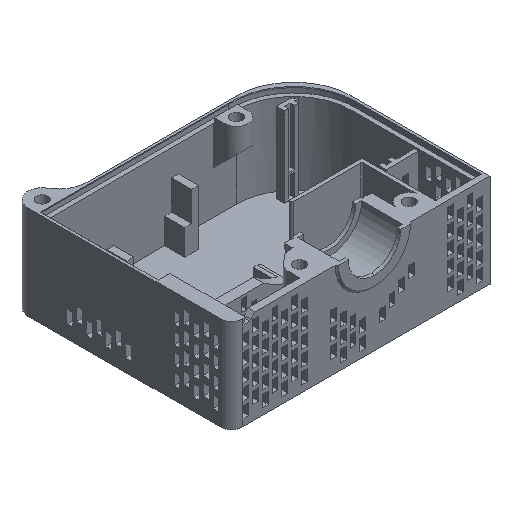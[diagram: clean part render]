
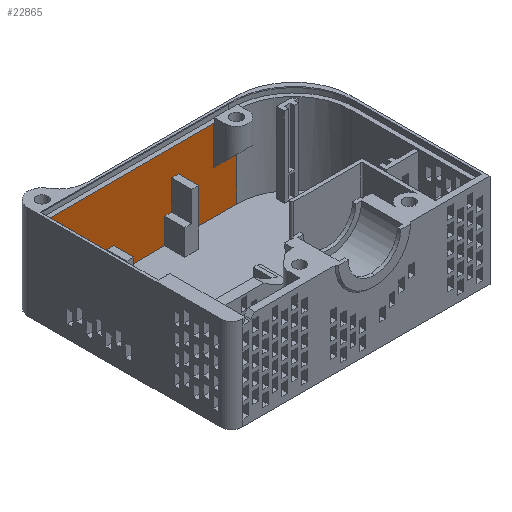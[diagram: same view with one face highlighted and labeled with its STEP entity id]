
A CAD part, isometric view. The second image highlights one B-rep face of the part: STEP entity #22865.
In plain terms, the highlighted planar face has unit normal (0, -1, 0).
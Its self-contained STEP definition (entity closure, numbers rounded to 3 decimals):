
#230 = LINE ( 'NONE', #9859, #28828 ) ;
#520 = EDGE_CURVE ( 'NONE', #9905, #3840, #26650, .T. ) ;
#659 = DIRECTION ( 'NONE',  ( -1., 0., 0. ) ) ;
#711 = EDGE_CURVE ( 'NONE', #15406, #9905, #13711, .T. ) ;
#1002 = ORIENTED_EDGE ( 'NONE', *, *, #22387, .F. ) ;
#1195 = DIRECTION ( 'NONE',  ( -1., 0., 0. ) ) ;
#1266 = EDGE_CURVE ( 'NONE', #6109, #29718, #10809, .T. ) ;
#1308 = CARTESIAN_POINT ( 'NONE',  ( 18.5, 66., -30.3 ) ) ;
#1315 = ORIENTED_EDGE ( 'NONE', *, *, #1266, .F. ) ;
#1617 = VERTEX_POINT ( 'NONE', #22599 ) ;
#1718 = CARTESIAN_POINT ( 'NONE',  ( -46.85, 66., 0. ) ) ;
#1758 = DIRECTION ( 'NONE',  ( 0., 0., -1. ) ) ;
#2394 = DIRECTION ( 'NONE',  ( 1., 0., 0. ) ) ;
#2404 = DIRECTION ( 'NONE',  ( 0., 0., -1. ) ) ;
#2557 = VECTOR ( 'NONE', #28356, 1000. ) ;
#2603 = EDGE_CURVE ( 'NONE', #3840, #24645, #9831, .T. ) ;
#3059 = VECTOR ( 'NONE', #1758, 1000. ) ;
#3840 = VERTEX_POINT ( 'NONE', #21026 ) ;
#4346 = CARTESIAN_POINT ( 'NONE',  ( -26.7, 66., 0. ) ) ;
#4519 = VERTEX_POINT ( 'NONE', #27274 ) ;
#4535 = VERTEX_POINT ( 'NONE', #30740 ) ;
#5117 = VECTOR ( 'NONE', #27356, 1000. ) ;
#5197 = ORIENTED_EDGE ( 'NONE', *, *, #9674, .F. ) ;
#5517 = DIRECTION ( 'NONE',  ( 0., 0., -1. ) ) ;
#5764 = CARTESIAN_POINT ( 'NONE',  ( 0., 66., -15.3 ) ) ;
#5872 = CARTESIAN_POINT ( 'NONE',  ( 0., 66., -30.3 ) ) ;
#5978 = VECTOR ( 'NONE', #1195, 1000. ) ;
#6029 = DIRECTION ( 'NONE',  ( 0., 0., -1. ) ) ;
#6109 = VERTEX_POINT ( 'NONE', #23132 ) ;
#6167 = EDGE_CURVE ( 'NONE', #9417, #4535, #230, .T. ) ;
#6555 = LINE ( 'NONE', #4346, #2557 ) ;
#6640 = LINE ( 'NONE', #6794, #3059 ) ;
#6794 = CARTESIAN_POINT ( 'NONE',  ( 18.5, 66., -15.3 ) ) ;
#7060 = EDGE_CURVE ( 'NONE', #4519, #24038, #6555, .T. ) ;
#7937 = PLANE ( 'NONE',  #23588 ) ;
#8651 = VECTOR ( 'NONE', #2404, 1000. ) ;
#8664 = DIRECTION ( 'NONE',  ( 0., 0., 1. ) ) ;
#8972 = VECTOR ( 'NONE', #5517, 1000. ) ;
#9156 = VECTOR ( 'NONE', #28765, 1000. ) ;
#9417 = VERTEX_POINT ( 'NONE', #25779 ) ;
#9612 = VECTOR ( 'NONE', #10407, 1000. ) ;
#9674 = EDGE_CURVE ( 'NONE', #23387, #6109, #15010, .T. ) ;
#9831 = LINE ( 'NONE', #18984, #8651 ) ;
#9859 = CARTESIAN_POINT ( 'NONE',  ( -44.45, 66., 0. ) ) ;
#9905 = VERTEX_POINT ( 'NONE', #14207 ) ;
#10276 = LINE ( 'NONE', #17843, #8972 ) ;
#10407 = DIRECTION ( 'NONE',  ( -1., 0., 0. ) ) ;
#10809 = LINE ( 'NONE', #13796, #24701 ) ;
#10938 = CARTESIAN_POINT ( 'NONE',  ( -24.3, 66., -21.35 ) ) ;
#10961 = VERTEX_POINT ( 'NONE', #26508 ) ;
#11058 = CARTESIAN_POINT ( 'NONE',  ( -26.7, 66., -30.3 ) ) ;
#12479 = ORIENTED_EDGE ( 'NONE', *, *, #7060, .F. ) ;
#12489 = CARTESIAN_POINT ( 'NONE',  ( 0., 66., -21.35 ) ) ;
#12554 = CARTESIAN_POINT ( 'NONE',  ( -1.75, 66., -30.3 ) ) ;
#12861 = EDGE_CURVE ( 'NONE', #15406, #9417, #26399, .T. ) ;
#12872 = DIRECTION ( 'NONE',  ( -1., 0., 0. ) ) ;
#12885 = EDGE_CURVE ( 'NONE', #19423, #28821, #21969, .T. ) ;
#13208 = EDGE_CURVE ( 'NONE', #1617, #20731, #6640, .T. ) ;
#13711 = LINE ( 'NONE', #1718, #20658 ) ;
#13796 = CARTESIAN_POINT ( 'NONE',  ( -6.55, 66., 0. ) ) ;
#14185 = VECTOR ( 'NONE', #12872, 1000. ) ;
#14207 = CARTESIAN_POINT ( 'NONE',  ( -46.85, 66., -1.9 ) ) ;
#14466 = ORIENTED_EDGE ( 'NONE', *, *, #13208, .F. ) ;
#14848 = VECTOR ( 'NONE', #15618, 1000. ) ;
#15010 = LINE ( 'NONE', #12489, #30899 ) ;
#15206 = VECTOR ( 'NONE', #2394, 1000. ) ;
#15406 = VERTEX_POINT ( 'NONE', #20757 ) ;
#15618 = DIRECTION ( 'NONE',  ( 1., 0., 0. ) ) ;
#16026 = EDGE_CURVE ( 'NONE', #20916, #10961, #27302, .T. ) ;
#16663 = CARTESIAN_POINT ( 'NONE',  ( 0., 66., -21.35 ) ) ;
#17138 = ORIENTED_EDGE ( 'NONE', *, *, #21047, .F. ) ;
#17452 = LINE ( 'NONE', #29139, #29184 ) ;
#17560 = LINE ( 'NONE', #5872, #5117 ) ;
#17767 = LINE ( 'NONE', #5764, #14185 ) ;
#17843 = CARTESIAN_POINT ( 'NONE',  ( -4.15, 66., 0. ) ) ;
#17865 = ORIENTED_EDGE ( 'NONE', *, *, #6167, .T. ) ;
#18303 = CARTESIAN_POINT ( 'NONE',  ( 0., 66., -11. ) ) ;
#18337 = ORIENTED_EDGE ( 'NONE', *, *, #711, .F. ) ;
#18730 = DIRECTION ( 'NONE',  ( -1., 0., 0. ) ) ;
#18961 = CARTESIAN_POINT ( 'NONE',  ( -4.15, 66., -11. ) ) ;
#18984 = CARTESIAN_POINT ( 'NONE',  ( 10.5, 66., 0. ) ) ;
#19133 = CARTESIAN_POINT ( 'NONE',  ( -24.3, 66., 0. ) ) ;
#19202 = CARTESIAN_POINT ( 'NONE',  ( 10.5, 66., -15.3 ) ) ;
#19390 = LINE ( 'NONE', #20131, #5978 ) ;
#19423 = VERTEX_POINT ( 'NONE', #21066 ) ;
#19448 = CARTESIAN_POINT ( 'NONE',  ( 0., 66., -21.35 ) ) ;
#20131 = CARTESIAN_POINT ( 'NONE',  ( 0., 66., -30.3 ) ) ;
#20271 = VERTEX_POINT ( 'NONE', #12554 ) ;
#20358 = LINE ( 'NONE', #27126, #9612 ) ;
#20658 = VECTOR ( 'NONE', #8664, 1000. ) ;
#20731 = VERTEX_POINT ( 'NONE', #1308 ) ;
#20757 = CARTESIAN_POINT ( 'NONE',  ( -46.85, 66., -21.35 ) ) ;
#20916 = VERTEX_POINT ( 'NONE', #18961 ) ;
#21026 = CARTESIAN_POINT ( 'NONE',  ( 10.5, 66., -1.9 ) ) ;
#21047 = EDGE_CURVE ( 'NONE', #20916, #23387, #10276, .T. ) ;
#21066 = CARTESIAN_POINT ( 'NONE',  ( -24.3, 66., -30.3 ) ) ;
#21561 = LINE ( 'NONE', #16663, #24770 ) ;
#21642 = ORIENTED_EDGE ( 'NONE', *, *, #28170, .F. ) ;
#21794 = ORIENTED_EDGE ( 'NONE', *, *, #16026, .T. ) ;
#21969 = LINE ( 'NONE', #19133, #9156 ) ;
#22387 = EDGE_CURVE ( 'NONE', #29718, #19423, #19390, .T. ) ;
#22459 = ORIENTED_EDGE ( 'NONE', *, *, #12885, .F. ) ;
#22599 = CARTESIAN_POINT ( 'NONE',  ( 18.5, 66., -15.3 ) ) ;
#22865 = ADVANCED_FACE ( 'NONE', ( #27509 ), #7937, .F. ) ;
#23132 = CARTESIAN_POINT ( 'NONE',  ( -6.55, 66., -21.35 ) ) ;
#23258 = DIRECTION ( 'NONE',  ( 1., 0., 0. ) ) ;
#23387 = VERTEX_POINT ( 'NONE', #26036 ) ;
#23411 = ORIENTED_EDGE ( 'NONE', *, *, #2603, .F. ) ;
#23418 = CARTESIAN_POINT ( 'NONE',  ( 0., 66., -1.9 ) ) ;
#23588 = AXIS2_PLACEMENT_3D ( 'NONE', #25603, #30036, #6029 ) ;
#24038 = VERTEX_POINT ( 'NONE', #11058 ) ;
#24073 = EDGE_LOOP ( 'NONE', ( #25766, #18337, #27238, #17865, #27654, #12479, #21642, #22459, #1002, #1315, #5197, #17138, #21794, #26056, #31109, #14466, #30970, #23411 ) ) ;
#24645 = VERTEX_POINT ( 'NONE', #19202 ) ;
#24701 = VECTOR ( 'NONE', #25623, 1000. ) ;
#24770 = VECTOR ( 'NONE', #18730, 1000. ) ;
#24785 = EDGE_CURVE ( 'NONE', #10961, #20271, #17452, .T. ) ;
#25603 = CARTESIAN_POINT ( 'NONE',  ( 0., 66., 0. ) ) ;
#25623 = DIRECTION ( 'NONE',  ( 0., 0., -1. ) ) ;
#25766 = ORIENTED_EDGE ( 'NONE', *, *, #520, .F. ) ;
#25779 = CARTESIAN_POINT ( 'NONE',  ( -44.45, 66., -21.35 ) ) ;
#26036 = CARTESIAN_POINT ( 'NONE',  ( -4.15, 66., -21.35 ) ) ;
#26056 = ORIENTED_EDGE ( 'NONE', *, *, #24785, .T. ) ;
#26399 = LINE ( 'NONE', #19448, #15206 ) ;
#26508 = CARTESIAN_POINT ( 'NONE',  ( -1.75, 66., -11. ) ) ;
#26569 = CARTESIAN_POINT ( 'NONE',  ( -6.55, 66., -30.3 ) ) ;
#26610 = DIRECTION ( 'NONE',  ( 0., 0., -1. ) ) ;
#26650 = LINE ( 'NONE', #23418, #28692 ) ;
#26879 = EDGE_CURVE ( 'NONE', #24038, #4535, #20358, .T. ) ;
#27126 = CARTESIAN_POINT ( 'NONE',  ( 0., 66., -30.3 ) ) ;
#27238 = ORIENTED_EDGE ( 'NONE', *, *, #12861, .T. ) ;
#27274 = CARTESIAN_POINT ( 'NONE',  ( -26.7, 66., -21.35 ) ) ;
#27302 = LINE ( 'NONE', #18303, #14848 ) ;
#27356 = DIRECTION ( 'NONE',  ( -1., 0., 0. ) ) ;
#27509 = FACE_OUTER_BOUND ( 'NONE', #24073, .T. ) ;
#27654 = ORIENTED_EDGE ( 'NONE', *, *, #26879, .F. ) ;
#28170 = EDGE_CURVE ( 'NONE', #28821, #4519, #21561, .T. ) ;
#28356 = DIRECTION ( 'NONE',  ( 0., 0., -1. ) ) ;
#28463 = EDGE_CURVE ( 'NONE', #1617, #24645, #17767, .T. ) ;
#28692 = VECTOR ( 'NONE', #23258, 1000. ) ;
#28765 = DIRECTION ( 'NONE',  ( 0., 0., 1. ) ) ;
#28821 = VERTEX_POINT ( 'NONE', #10938 ) ;
#28828 = VECTOR ( 'NONE', #28961, 1000. ) ;
#28848 = EDGE_CURVE ( 'NONE', #20731, #20271, #17560, .T. ) ;
#28961 = DIRECTION ( 'NONE',  ( 0., 0., -1. ) ) ;
#29139 = CARTESIAN_POINT ( 'NONE',  ( -1.75, 66., 0. ) ) ;
#29184 = VECTOR ( 'NONE', #26610, 1000. ) ;
#29718 = VERTEX_POINT ( 'NONE', #26569 ) ;
#30036 = DIRECTION ( 'NONE',  ( 0., 1., 0. ) ) ;
#30740 = CARTESIAN_POINT ( 'NONE',  ( -44.45, 66., -30.3 ) ) ;
#30899 = VECTOR ( 'NONE', #659, 1000. ) ;
#30970 = ORIENTED_EDGE ( 'NONE', *, *, #28463, .T. ) ;
#31109 = ORIENTED_EDGE ( 'NONE', *, *, #28848, .F. ) ;
